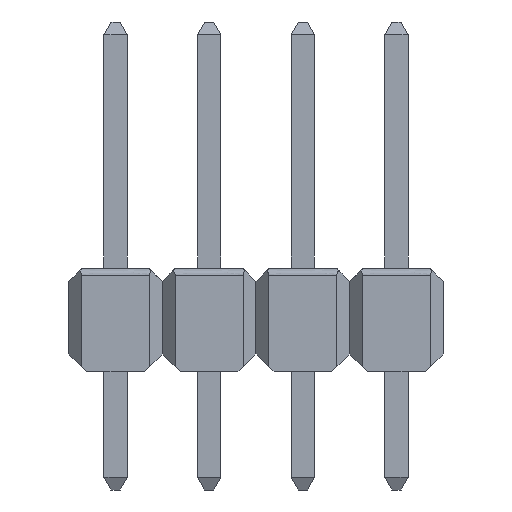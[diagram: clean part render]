
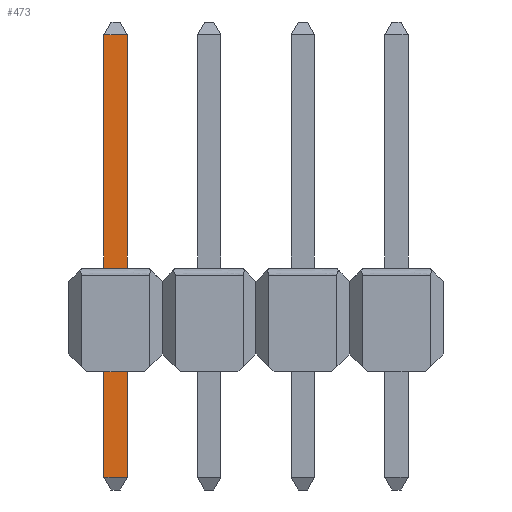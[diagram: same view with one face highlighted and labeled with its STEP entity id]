
A CAD part, left-side view. The second image highlights one B-rep face of the part: STEP entity #473.
In plain terms, the highlighted free-form (B-spline) face has degree [1, 1] with [2, 2] control points.
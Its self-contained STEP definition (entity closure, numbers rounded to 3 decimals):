
#473 = ADVANCED_FACE('',(#474),#487,.T.);
#474 = FACE_BOUND('',#475,.T.);
#475 = EDGE_LOOP('',(#476,#508,#533,#558));
#476 = ORIENTED_EDGE('',*,*,#477,.T.);
#477 = EDGE_CURVE('',#478,#480,#482,.T.);
#478 = VERTEX_POINT('',#479);
#479 = CARTESIAN_POINT('',(-0.315,0.315,9.156));
#480 = VERTEX_POINT('',#481);
#481 = CARTESIAN_POINT('',(-0.315,0.315,-2.86));
#482 = SURFACE_CURVE('',#483,(#486,#497),.PCURVE_S1.);
#483 = B_SPLINE_CURVE_WITH_KNOTS('',1,(#484,#485),.UNSPECIFIED.,.F.,.F.,
  (2,2),(-20.383,-11.156),.PIECEWISE_BEZIER_KNOTS.);
#484 = CARTESIAN_POINT('',(-0.315,0.315,9.156));
#485 = CARTESIAN_POINT('',(-0.315,0.315,-2.86));
#486 = PCURVE('',#487,#492);
#487 = B_SPLINE_SURFACE_WITH_KNOTS('',1,1,(
    (#488,#489)
    ,(#490,#491
    )),.UNSPECIFIED.,.F.,.F.,.F.,(2,2),(2,2),(-9.358,
    0.093),(-0.64,0.01),
  .PIECEWISE_BEZIER_KNOTS.);
#488 = CARTESIAN_POINT('',(-0.315,0.325,9.326));
#489 = CARTESIAN_POINT('',(-0.315,-0.325,9.326));
#490 = CARTESIAN_POINT('',(-0.315,0.325,-2.981));
#491 = CARTESIAN_POINT('',(-0.315,-0.325,-2.981));
#492 = DEFINITIONAL_REPRESENTATION('',(#493),#496);
#493 = B_SPLINE_CURVE_WITH_KNOTS('',1,(#494,#495),.UNSPECIFIED.,.F.,.F.,
  (2,2),(-20.383,-11.156),.PIECEWISE_BEZIER_KNOTS.);
#494 = CARTESIAN_POINT('',(-9.227,-0.63));
#495 = CARTESIAN_POINT('',(0.,-0.63));
#496 = ( GEOMETRIC_REPRESENTATION_CONTEXT(2) 
PARAMETRIC_REPRESENTATION_CONTEXT() REPRESENTATION_CONTEXT('2D SPACE',''
  ) );
#497 = PCURVE('',#498,#503);
#498 = PLANE('',#499);
#499 = AXIS2_PLACEMENT_3D('',#500,#501,#502);
#500 = CARTESIAN_POINT('',(-0.325,0.315,9.326));
#501 = DIRECTION('',(0.,1.,
    0.));
#502 = DIRECTION('',(0.,0.,
    -1.));
#503 = DEFINITIONAL_REPRESENTATION('',(#504),#507);
#504 = B_SPLINE_CURVE_WITH_KNOTS('',1,(#505,#506),.UNSPECIFIED.,.F.,.F.,
  (2,2),(-20.383,-11.156),.PIECEWISE_BEZIER_KNOTS.);
#505 = CARTESIAN_POINT('',(0.171,-0.01));
#506 = CARTESIAN_POINT('',(12.186,-0.01));
#507 = ( GEOMETRIC_REPRESENTATION_CONTEXT(2) 
PARAMETRIC_REPRESENTATION_CONTEXT() REPRESENTATION_CONTEXT('2D SPACE',''
  ) );
#508 = ORIENTED_EDGE('',*,*,#509,.T.);
#509 = EDGE_CURVE('',#480,#510,#512,.T.);
#510 = VERTEX_POINT('',#511);
#511 = CARTESIAN_POINT('',(-0.315,-0.315,-2.86));
#512 = SURFACE_CURVE('',#513,(#516,#522),.PCURVE_S1.);
#513 = B_SPLINE_CURVE_WITH_KNOTS('',1,(#514,#515),.UNSPECIFIED.,.F.,.F.,
  (2,2),(0.,0.63),.PIECEWISE_BEZIER_KNOTS.);
#514 = CARTESIAN_POINT('',(-0.315,0.315,-2.86));
#515 = CARTESIAN_POINT('',(-0.315,-0.315,-2.86));
#516 = PCURVE('',#487,#517);
#517 = DEFINITIONAL_REPRESENTATION('',(#518),#521);
#518 = B_SPLINE_CURVE_WITH_KNOTS('',1,(#519,#520),.UNSPECIFIED.,.F.,.F.,
  (2,2),(0.,0.63),.PIECEWISE_BEZIER_KNOTS.);
#519 = CARTESIAN_POINT('',(0.,-0.63));
#520 = CARTESIAN_POINT('',(0.,0.));
#521 = ( GEOMETRIC_REPRESENTATION_CONTEXT(2) 
PARAMETRIC_REPRESENTATION_CONTEXT() REPRESENTATION_CONTEXT('2D SPACE',''
  ) );
#522 = PCURVE('',#523,#528);
#523 = PLANE('',#524);
#524 = AXIS2_PLACEMENT_3D('',#525,#526,#527);
#525 = CARTESIAN_POINT('',(-0.12,0.325,
    -3.209));
#526 = DIRECTION('',(-0.873,0.,
    -0.488));
#527 = DIRECTION('',(0.488,0.,-0.873)
  );
#528 = DEFINITIONAL_REPRESENTATION('',(#529),#532);
#529 = B_SPLINE_CURVE_WITH_KNOTS('',1,(#530,#531),.UNSPECIFIED.,.F.,.F.,
  (2,2),(0.,0.63),.PIECEWISE_BEZIER_KNOTS.);
#530 = CARTESIAN_POINT('',(-0.399,0.01));
#531 = CARTESIAN_POINT('',(-0.399,0.64));
#532 = ( GEOMETRIC_REPRESENTATION_CONTEXT(2) 
PARAMETRIC_REPRESENTATION_CONTEXT() REPRESENTATION_CONTEXT('2D SPACE',''
  ) );
#533 = ORIENTED_EDGE('',*,*,#534,.T.);
#534 = EDGE_CURVE('',#510,#535,#537,.T.);
#535 = VERTEX_POINT('',#536);
#536 = CARTESIAN_POINT('',(-0.315,-0.315,9.156));
#537 = SURFACE_CURVE('',#538,(#541,#547),.PCURVE_S1.);
#538 = B_SPLINE_CURVE_WITH_KNOTS('',1,(#539,#540),.UNSPECIFIED.,.F.,.F.,
  (2,2),(-9.266,-0.038),
  .PIECEWISE_BEZIER_KNOTS.);
#539 = CARTESIAN_POINT('',(-0.315,-0.315,-2.86));
#540 = CARTESIAN_POINT('',(-0.315,-0.315,9.156));
#541 = PCURVE('',#487,#542);
#542 = DEFINITIONAL_REPRESENTATION('',(#543),#546);
#543 = B_SPLINE_CURVE_WITH_KNOTS('',1,(#544,#545),.UNSPECIFIED.,.F.,.F.,
  (2,2),(-9.266,-0.038),
  .PIECEWISE_BEZIER_KNOTS.);
#544 = CARTESIAN_POINT('',(0.,0.));
#545 = CARTESIAN_POINT('',(-9.227,0.));
#546 = ( GEOMETRIC_REPRESENTATION_CONTEXT(2) 
PARAMETRIC_REPRESENTATION_CONTEXT() REPRESENTATION_CONTEXT('2D SPACE',''
  ) );
#547 = PCURVE('',#548,#553);
#548 = PLANE('',#549);
#549 = AXIS2_PLACEMENT_3D('',#550,#551,#552);
#550 = CARTESIAN_POINT('',(-0.325,-0.315,-2.981));
#551 = DIRECTION('',(0.,-1.,
    0.));
#552 = DIRECTION('',(0.,0.,
    1.));
#553 = DEFINITIONAL_REPRESENTATION('',(#554),#557);
#554 = B_SPLINE_CURVE_WITH_KNOTS('',1,(#555,#556),.UNSPECIFIED.,.F.,.F.,
  (2,2),(-9.266,-0.038),
  .PIECEWISE_BEZIER_KNOTS.);
#555 = CARTESIAN_POINT('',(0.121,-0.01));
#556 = CARTESIAN_POINT('',(12.136,-0.01));
#557 = ( GEOMETRIC_REPRESENTATION_CONTEXT(2) 
PARAMETRIC_REPRESENTATION_CONTEXT() REPRESENTATION_CONTEXT('2D SPACE',''
  ) );
#558 = ORIENTED_EDGE('',*,*,#559,.T.);
#559 = EDGE_CURVE('',#535,#478,#560,.T.);
#560 = SURFACE_CURVE('',#561,(#564,#572),.PCURVE_S1.);
#561 = B_SPLINE_CURVE_WITH_KNOTS('',1,(#562,#563),.UNSPECIFIED.,.F.,.F.,
  (2,2),(-9.896,-9.266),.PIECEWISE_BEZIER_KNOTS.);
#562 = CARTESIAN_POINT('',(-0.315,-0.315,9.156));
#563 = CARTESIAN_POINT('',(-0.315,0.315,9.156));
#564 = PCURVE('',#487,#565);
#565 = DEFINITIONAL_REPRESENTATION('',(#566),#571);
#566 = B_SPLINE_CURVE_WITH_KNOTS('',3,(#567,#568,#569,#570),
  .UNSPECIFIED.,.F.,.F.,(4,4),(-9.896,-9.266),
  .PIECEWISE_BEZIER_KNOTS.);
#567 = CARTESIAN_POINT('',(-9.227,0.));
#568 = CARTESIAN_POINT('',(-9.227,-0.21));
#569 = CARTESIAN_POINT('',(-9.227,-0.42));
#570 = CARTESIAN_POINT('',(-9.227,-0.63));
#571 = ( GEOMETRIC_REPRESENTATION_CONTEXT(2) 
PARAMETRIC_REPRESENTATION_CONTEXT() REPRESENTATION_CONTEXT('2D SPACE',''
  ) );
#572 = PCURVE('',#573,#578);
#573 = PLANE('',#574);
#574 = AXIS2_PLACEMENT_3D('',#575,#576,#577);
#575 = CARTESIAN_POINT('',(-0.32,0.325,9.147
    ));
#576 = DIRECTION('',(-0.873,0.,0.488)
  );
#577 = DIRECTION('',(-0.488,0.,
    -0.873));
#578 = DEFINITIONAL_REPRESENTATION('',(#579),#582);
#579 = B_SPLINE_CURVE_WITH_KNOTS('',1,(#580,#581),.UNSPECIFIED.,.F.,.F.,
  (2,2),(-9.896,-9.266),.PIECEWISE_BEZIER_KNOTS.);
#580 = CARTESIAN_POINT('',(-0.01,0.64));
#581 = CARTESIAN_POINT('',(-0.01,0.01));
#582 = ( GEOMETRIC_REPRESENTATION_CONTEXT(2) 
PARAMETRIC_REPRESENTATION_CONTEXT() REPRESENTATION_CONTEXT('2D SPACE',''
  ) );
